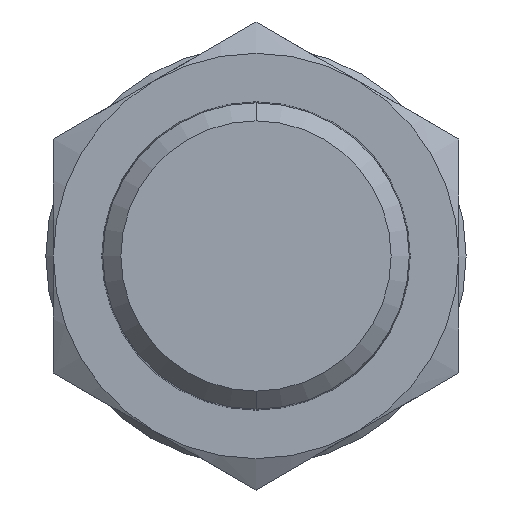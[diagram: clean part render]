
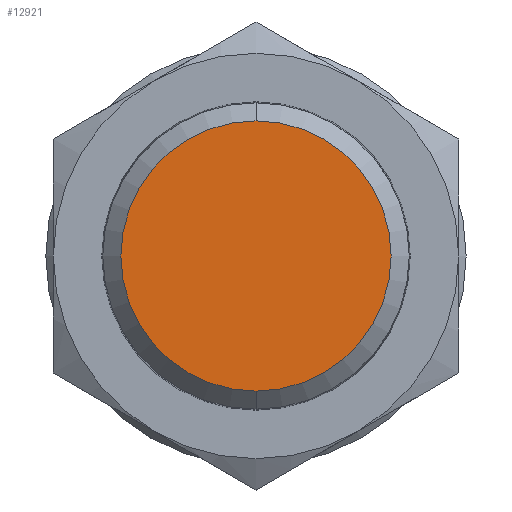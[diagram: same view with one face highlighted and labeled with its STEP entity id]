
A CAD part, left-side view. The second image highlights one B-rep face of the part: STEP entity #12921.
In plain terms, the highlighted face is planar.
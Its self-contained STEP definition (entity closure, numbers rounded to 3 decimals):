
#424=CARTESIAN_POINT('',(-9.,0.,-51.7));
#425=VERTEX_POINT('',#424);
#432=CARTESIAN_POINT('',(9.,0.,-51.7));
#433=VERTEX_POINT('',#432);
#434=CARTESIAN_POINT('',(0.,0.,-51.7));
#435=DIRECTION('',(0.0,0.0,1.0));
#436=DIRECTION('',(-1.0,0.0,0.0));
#437=AXIS2_PLACEMENT_3D('',#434,#435,#436);
#438=CIRCLE('',#437,9.0);
#439=EDGE_CURVE('',#425,#433,#438,.T.);
#12884=CARTESIAN_POINT('',(0.,0.,-51.7));
#12885=DIRECTION('',(0.0,0.0,1.0));
#12886=DIRECTION('',(-1.0,0.0,0.0));
#12887=AXIS2_PLACEMENT_3D('',#12884,#12885,#12886);
#12888=CIRCLE('',#12887,9.0);
#12889=EDGE_CURVE('',#433,#425,#12888,.T.);
#12912=CARTESIAN_POINT('',(0.,0.,-51.7));
#12913=DIRECTION('',(0.0,0.0,1.0));
#12914=DIRECTION('',(-1.0,0.0,0.0));
#12915=AXIS2_PLACEMENT_3D('',#12912,#12913,#12914);
#12916=PLANE('',#12915);
#12917=ORIENTED_EDGE('',*,*,#12889,.F.);
#12918=ORIENTED_EDGE('',*,*,#439,.F.);
#12919=EDGE_LOOP('',(#12917,#12918));
#12920=FACE_OUTER_BOUND('',#12919,.T.);
#12921=ADVANCED_FACE('',(#12920),#12916,.F.);
